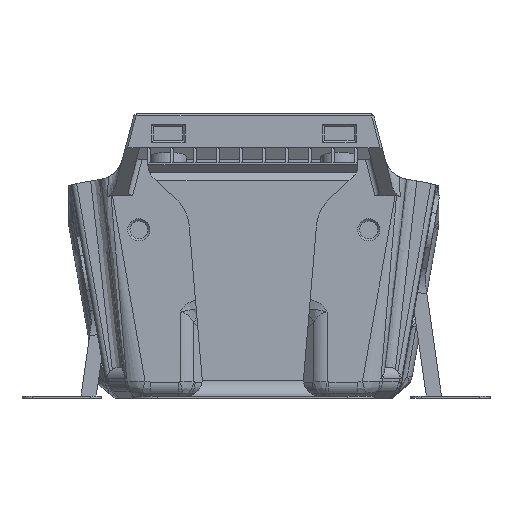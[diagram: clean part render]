
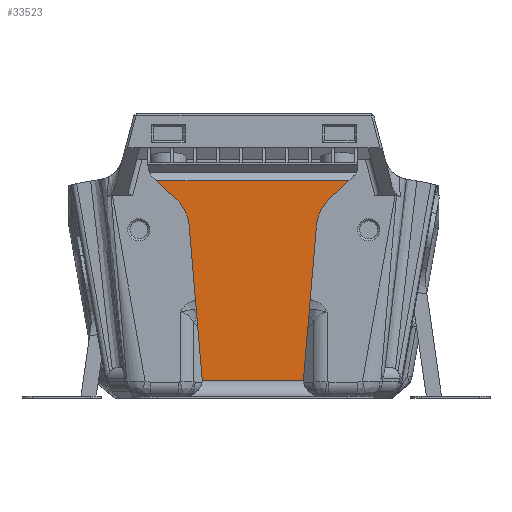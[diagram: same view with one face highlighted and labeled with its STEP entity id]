
A CAD part, front view. The second image highlights one B-rep face of the part: STEP entity #33523.
In plain terms, the highlighted planar face has unit normal (0, -1, 0).
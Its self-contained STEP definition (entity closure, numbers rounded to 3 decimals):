
#2040=CIRCLE('',#35671,3.);
#2041=CIRCLE('',#35672,3.);
#2042=CIRCLE('',#35673,8.);
#2043=CIRCLE('',#35674,8.);
#3367=ORIENTED_EDGE('',*,*,#13575,.T.);
#3368=ORIENTED_EDGE('',*,*,#13576,.T.);
#3369=ORIENTED_EDGE('',*,*,#13577,.T.);
#3370=ORIENTED_EDGE('',*,*,#13573,.F.);
#3371=ORIENTED_EDGE('',*,*,#13578,.T.);
#3372=ORIENTED_EDGE('',*,*,#13579,.T.);
#3373=ORIENTED_EDGE('',*,*,#13580,.F.);
#3374=ORIENTED_EDGE('',*,*,#13581,.F.);
#3375=ORIENTED_EDGE('',*,*,#13582,.T.);
#3376=ORIENTED_EDGE('',*,*,#13583,.T.);
#13573=EDGE_CURVE('',#18708,#18709,#22105,.T.);
#13575=EDGE_CURVE('',#18710,#18711,#2040,.T.);
#13576=EDGE_CURVE('',#18711,#18712,#22107,.F.);
#13577=EDGE_CURVE('',#18712,#18709,#2041,.T.);
#13578=EDGE_CURVE('',#18708,#18713,#2042,.T.);
#13579=EDGE_CURVE('',#18713,#18714,#22108,.T.);
#13580=EDGE_CURVE('',#18715,#18714,#22109,.T.);
#13581=EDGE_CURVE('',#18716,#18715,#22110,.T.);
#13582=EDGE_CURVE('',#18716,#18717,#2043,.T.);
#13583=EDGE_CURVE('',#18717,#18710,#22111,.T.);
#18708=VERTEX_POINT('',#47998);
#18709=VERTEX_POINT('',#48000);
#18710=VERTEX_POINT('',#48004);
#18711=VERTEX_POINT('',#48005);
#18712=VERTEX_POINT('',#48007);
#18713=VERTEX_POINT('',#48010);
#18714=VERTEX_POINT('',#48012);
#18715=VERTEX_POINT('',#48014);
#18716=VERTEX_POINT('',#48016);
#18717=VERTEX_POINT('',#48018);
#22105=LINE('',#47999,#25210);
#22107=LINE('',#48006,#25212);
#22108=LINE('',#48011,#25213);
#22109=LINE('',#48013,#25214);
#22110=LINE('',#48015,#25215);
#22111=LINE('',#48019,#25216);
#25210=VECTOR('',#38869,1000.);
#25212=VECTOR('',#38875,1000.);
#25213=VECTOR('',#38880,1000.);
#25214=VECTOR('',#38881,1000.);
#25215=VECTOR('',#38882,1000.);
#25216=VECTOR('',#38885,1000.);
#28214=EDGE_LOOP('',(#3367,#3368,#3369,#3370,#3371,#3372,#3373,#3374,#3375,
#3376));
#30311=FACE_BOUND('',#28214,.T.);
#32396=PLANE('',#35670);
#33523=ADVANCED_FACE('',(#30311),#32396,.F.);
#35670=AXIS2_PLACEMENT_3D('',#48002,#38871,#38872);
#35671=AXIS2_PLACEMENT_3D('',#48003,#38873,#38874);
#35672=AXIS2_PLACEMENT_3D('',#48008,#38876,#38877);
#35673=AXIS2_PLACEMENT_3D('',#48009,#38878,#38879);
#35674=AXIS2_PLACEMENT_3D('',#48017,#38883,#38884);
#38869=DIRECTION('',(-0.084,0.,-0.996));
#38871=DIRECTION('',(0.,1.,0.));
#38872=DIRECTION('',(0.,0.,1.));
#38873=DIRECTION('',(0.,1.,0.));
#38874=DIRECTION('',(0.,0.,1.));
#38875=DIRECTION('',(-1.,0.,0.));
#38876=DIRECTION('',(0.,1.,0.));
#38877=DIRECTION('',(0.,0.,1.));
#38878=DIRECTION('',(0.,1.,0.));
#38879=DIRECTION('',(0.,0.,1.));
#38880=DIRECTION('',(0.731,0.,0.682));
#38881=DIRECTION('',(1.,0.,0.));
#38882=DIRECTION('',(-0.731,0.,0.682));
#38883=DIRECTION('',(0.,1.,0.));
#38884=DIRECTION('',(0.,0.,1.));
#38885=DIRECTION('',(0.084,0.,-0.996));
#47998=CARTESIAN_POINT('',(11.856,-32.314,32.579));
#47999=CARTESIAN_POINT('',(36.482,-32.314,324.724));
#48000=CARTESIAN_POINT('',(9.418,-32.314,3.652));
#48002=CARTESIAN_POINT('',(0.,-32.314,327.8));
#48003=CARTESIAN_POINT('',(-12.767,-32.314,3.4));
#48004=CARTESIAN_POINT('',(-9.777,-32.314,3.652));
#48005=CARTESIAN_POINT('',(-9.767,-32.314,3.4));
#48006=CARTESIAN_POINT('',(9.143,-32.314,3.4));
#48007=CARTESIAN_POINT('',(9.407,-32.314,3.4));
#48008=CARTESIAN_POINT('',(12.407,-32.314,3.4));
#48009=CARTESIAN_POINT('',(19.828,-32.314,31.907));
#48010=CARTESIAN_POINT('',(14.372,-32.314,37.757));
#48011=CARTESIAN_POINT('',(16.736,-32.314,39.963));
#48012=CARTESIAN_POINT('',(17.982,-32.314,41.124));
#48013=CARTESIAN_POINT('',(-65.369,-32.314,41.124));
#48014=CARTESIAN_POINT('',(-18.341,-32.314,41.124));
#48015=CARTESIAN_POINT('',(-17.096,-32.314,39.963));
#48016=CARTESIAN_POINT('',(-14.731,-32.314,37.757));
#48017=CARTESIAN_POINT('',(-20.187,-32.314,31.907));
#48018=CARTESIAN_POINT('',(-12.216,-32.314,32.579));
#48019=CARTESIAN_POINT('',(-36.839,-32.314,324.694));
